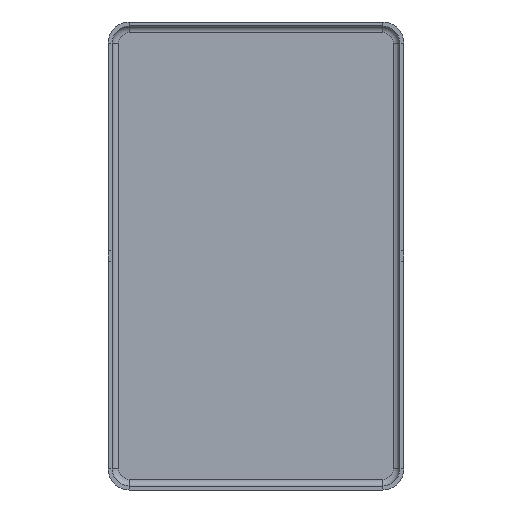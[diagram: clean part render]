
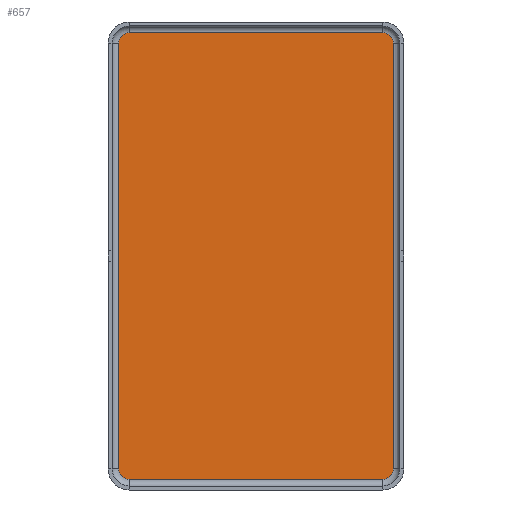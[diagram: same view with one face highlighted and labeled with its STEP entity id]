
A CAD part, front view. The second image highlights one B-rep face of the part: STEP entity #657.
In plain terms, the highlighted planar face has unit normal (0, -1, 0).
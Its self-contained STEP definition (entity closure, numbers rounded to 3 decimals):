
#11 = DIRECTION ( 'NONE',  ( 0., 0., 1. ) ) ;
#14 = DIRECTION ( 'NONE',  ( 0., 0., 1. ) ) ;
#17 = EDGE_CURVE ( 'NONE', #909, #744, #756, .T. ) ;
#34 = ORIENTED_EDGE ( 'NONE', *, *, #386, .F. ) ;
#47 = ORIENTED_EDGE ( 'NONE', *, *, #17, .F. ) ;
#49 = LINE ( 'NONE', #1235, #1229 ) ;
#74 = CARTESIAN_POINT ( 'NONE',  ( 9.55, -0.3, 16.05 ) ) ;
#115 = ORIENTED_EDGE ( 'NONE', *, *, #1323, .F. ) ;
#142 = AXIS2_PLACEMENT_3D ( 'NONE', #1327, #677, #575 ) ;
#146 = DIRECTION ( 'NONE',  ( 0., 1., 0. ) ) ;
#159 = VECTOR ( 'NONE', #1057, 1000. ) ;
#183 = DIRECTION ( 'NONE',  ( 0., -1., 0. ) ) ;
#273 = DIRECTION ( 'NONE',  ( -1., 0., 0. ) ) ;
#275 = CARTESIAN_POINT ( 'NONE',  ( -9.55, -0.3, 16.85 ) ) ;
#292 = DIRECTION ( 'NONE',  ( 0., 1., 0. ) ) ;
#299 = DIRECTION ( 'NONE',  ( 0., 0., -1. ) ) ;
#333 = EDGE_LOOP ( 'NONE', ( #563, #47, #1035, #115, #373, #583, #34, #1052 ) ) ;
#338 = CARTESIAN_POINT ( 'NONE',  ( -9.55, -0.3, -16.85 ) ) ;
#373 = ORIENTED_EDGE ( 'NONE', *, *, #1415, .F. ) ;
#386 = EDGE_CURVE ( 'NONE', #554, #639, #580, .T. ) ;
#403 = EDGE_CURVE ( 'NONE', #468, #554, #991, .T. ) ;
#454 = AXIS2_PLACEMENT_3D ( 'NONE', #958, #183, #299 ) ;
#468 = VERTEX_POINT ( 'NONE', #582 ) ;
#512 = EDGE_CURVE ( 'NONE', #542, #909, #635, .T. ) ;
#523 = LINE ( 'NONE', #627, #1405 ) ;
#533 = EDGE_CURVE ( 'NONE', #639, #1136, #523, .T. ) ;
#542 = VERTEX_POINT ( 'NONE', #619 ) ;
#548 = CIRCLE ( 'NONE', #865, 0.8 ) ;
#554 = VERTEX_POINT ( 'NONE', #838 ) ;
#559 = CARTESIAN_POINT ( 'NONE',  ( 10.35, -0.3, 16.05 ) ) ;
#563 = ORIENTED_EDGE ( 'NONE', *, *, #661, .F. ) ;
#575 = DIRECTION ( 'NONE',  ( 0., 0., 1. ) ) ;
#580 = CIRCLE ( 'NONE', #142, 0.8 ) ;
#582 = CARTESIAN_POINT ( 'NONE',  ( 10.35, -0.3, 16.05 ) ) ;
#583 = ORIENTED_EDGE ( 'NONE', *, *, #533, .F. ) ;
#584 = VERTEX_POINT ( 'NONE', #1381 ) ;
#599 = VECTOR ( 'NONE', #1004, 1000. ) ;
#619 = CARTESIAN_POINT ( 'NONE',  ( -10.35, -0.3, 16.05 ) ) ;
#627 = CARTESIAN_POINT ( 'NONE',  ( 9.55, -0.3, -16.85 ) ) ;
#635 = CIRCLE ( 'NONE', #701, 0.8 ) ;
#639 = VERTEX_POINT ( 'NONE', #853 ) ;
#657 = ADVANCED_FACE ( 'NONE', ( #1416 ), #1180, .T. ) ;
#661 = EDGE_CURVE ( 'NONE', #744, #468, #548, .T. ) ;
#677 = DIRECTION ( 'NONE',  ( 0., 1., 0. ) ) ;
#701 = AXIS2_PLACEMENT_3D ( 'NONE', #1240, #908, #14 ) ;
#744 = VERTEX_POINT ( 'NONE', #1170 ) ;
#756 = LINE ( 'NONE', #275, #159 ) ;
#772 = AXIS2_PLACEMENT_3D ( 'NONE', #941, #146, #1274 ) ;
#838 = CARTESIAN_POINT ( 'NONE',  ( 10.35, -0.3, -16.05 ) ) ;
#853 = CARTESIAN_POINT ( 'NONE',  ( 9.55, -0.3, -16.85 ) ) ;
#865 = AXIS2_PLACEMENT_3D ( 'NONE', #74, #292, #1286 ) ;
#908 = DIRECTION ( 'NONE',  ( 0., 1., 0. ) ) ;
#909 = VERTEX_POINT ( 'NONE', #1066 ) ;
#941 = CARTESIAN_POINT ( 'NONE',  ( -9.55, -0.3, -16.05 ) ) ;
#958 = CARTESIAN_POINT ( 'NONE',  ( 9.55, -0.3, 16.05 ) ) ;
#991 = LINE ( 'NONE', #559, #599 ) ;
#1004 = DIRECTION ( 'NONE',  ( 0., 0., -1. ) ) ;
#1035 = ORIENTED_EDGE ( 'NONE', *, *, #512, .F. ) ;
#1052 = ORIENTED_EDGE ( 'NONE', *, *, #403, .F. ) ;
#1057 = DIRECTION ( 'NONE',  ( 1., 0., 0. ) ) ;
#1066 = CARTESIAN_POINT ( 'NONE',  ( -9.55, -0.3, 16.85 ) ) ;
#1136 = VERTEX_POINT ( 'NONE', #338 ) ;
#1169 = CIRCLE ( 'NONE', #772, 0.8 ) ;
#1170 = CARTESIAN_POINT ( 'NONE',  ( 9.55, -0.3, 16.85 ) ) ;
#1180 = PLANE ( 'NONE',  #454 ) ;
#1229 = VECTOR ( 'NONE', #11, 1000. ) ;
#1235 = CARTESIAN_POINT ( 'NONE',  ( -10.35, -0.3, -16.05 ) ) ;
#1240 = CARTESIAN_POINT ( 'NONE',  ( -9.55, -0.3, 16.05 ) ) ;
#1274 = DIRECTION ( 'NONE',  ( 0., 0., 1. ) ) ;
#1286 = DIRECTION ( 'NONE',  ( 0., 0., 1. ) ) ;
#1323 = EDGE_CURVE ( 'NONE', #584, #542, #49, .T. ) ;
#1327 = CARTESIAN_POINT ( 'NONE',  ( 9.55, -0.3, -16.05 ) ) ;
#1381 = CARTESIAN_POINT ( 'NONE',  ( -10.35, -0.3, -16.05 ) ) ;
#1405 = VECTOR ( 'NONE', #273, 1000. ) ;
#1415 = EDGE_CURVE ( 'NONE', #1136, #584, #1169, .T. ) ;
#1416 = FACE_OUTER_BOUND ( 'NONE', #333, .T. ) ;
